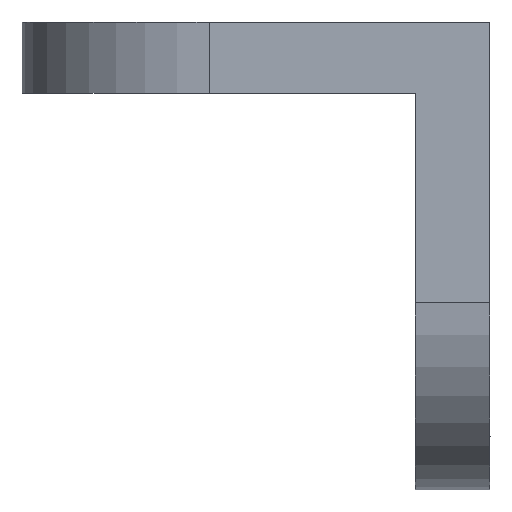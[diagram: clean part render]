
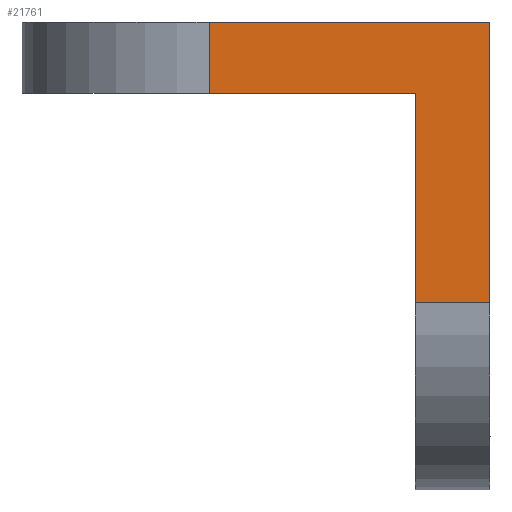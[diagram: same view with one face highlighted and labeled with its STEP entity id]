
A CAD part, left-side view. The second image highlights one B-rep face of the part: STEP entity #21761.
In plain terms, the highlighted planar face has unit normal (-1, 0, 0).
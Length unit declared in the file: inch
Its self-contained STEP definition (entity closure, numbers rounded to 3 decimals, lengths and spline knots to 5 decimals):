
#559 = LINE ( 'NONE', #745, #8740 ) ;
#691 = VERTEX_POINT ( 'NONE', #15991 ) ;
#745 = CARTESIAN_POINT ( 'NONE',  ( -0.5, 0.75, 0.56 ) ) ;
#875 = VECTOR ( 'NONE', #8969, 39.37008 ) ;
#1023 = EDGE_CURVE ( 'NONE', #20075, #16673, #16631, .T. ) ;
#1690 = DIRECTION ( 'NONE',  ( 0., 1., 0. ) ) ;
#2358 = ORIENTED_EDGE ( 'NONE', *, *, #1023, .T. ) ;
#2384 = CARTESIAN_POINT ( 'NONE',  ( -0.5, 0.2, 0. ) ) ;
#2655 = LINE ( 'NONE', #6404, #5518 ) ;
#2762 = ORIENTED_EDGE ( 'NONE', *, *, #19734, .T. ) ;
#3431 = EDGE_CURVE ( 'NONE', #16673, #15316, #2655, .T. ) ;
#4274 = ORIENTED_EDGE ( 'NONE', *, *, #11797, .F. ) ;
#5518 = VECTOR ( 'NONE', #11359, 39.37008 ) ;
#5628 = EDGE_LOOP ( 'NONE', ( #15351, #2358, #19617, #4274, #9860, #2762 ) ) ;
#6404 = CARTESIAN_POINT ( 'NONE',  ( -0.5, -1.25, 0.75 ) ) ;
#8445 = CARTESIAN_POINT ( 'NONE',  ( -0.5, -1.25, 0. ) ) ;
#8740 = VECTOR ( 'NONE', #20665, 39.37008 ) ;
#8940 = CARTESIAN_POINT ( 'NONE',  ( -0.5, 0., 0. ) ) ;
#8969 = DIRECTION ( 'NONE',  ( 0., -1., 0. ) ) ;
#9860 = ORIENTED_EDGE ( 'NONE', *, *, #17921, .T. ) ;
#10278 = CARTESIAN_POINT ( 'NONE',  ( -0.5, 0.75, 0.75 ) ) ;
#11028 = LINE ( 'NONE', #2384, #12042 ) ;
#11227 = VECTOR ( 'NONE', #1690, 39.37008 ) ;
#11359 = DIRECTION ( 'NONE',  ( 0., 1., 0. ) ) ;
#11797 = EDGE_CURVE ( 'NONE', #11985, #15316, #559, .T. ) ;
#11985 = VERTEX_POINT ( 'NONE', #17781 ) ;
#12042 = VECTOR ( 'NONE', #14166, 39.37008 ) ;
#12412 = AXIS2_PLACEMENT_3D ( 'NONE', #16650, #19960, #18440 ) ;
#14166 = DIRECTION ( 'NONE',  ( 0., 0., -1. ) ) ;
#14914 = EDGE_CURVE ( 'NONE', #20075, #691, #20663, .T. ) ;
#15193 = CARTESIAN_POINT ( 'NONE',  ( -0.5, 0.2, 0.56 ) ) ;
#15316 = VERTEX_POINT ( 'NONE', #10278 ) ;
#15351 = ORIENTED_EDGE ( 'NONE', *, *, #14914, .F. ) ;
#15991 = CARTESIAN_POINT ( 'NONE',  ( -0.5, 0.2, 0. ) ) ;
#16585 = PLANE ( 'NONE',  #12412 ) ;
#16631 = LINE ( 'NONE', #8940, #21090 ) ;
#16650 = CARTESIAN_POINT ( 'NONE',  ( -0.5, -1.25, 0. ) ) ;
#16673 = VERTEX_POINT ( 'NONE', #21572 ) ;
#17707 = LINE ( 'NONE', #17724, #875 ) ;
#17724 = CARTESIAN_POINT ( 'NONE',  ( -0.5, 0., 0.56 ) ) ;
#17781 = CARTESIAN_POINT ( 'NONE',  ( -0.5, 0.75, 0.56 ) ) ;
#17921 = EDGE_CURVE ( 'NONE', #11985, #19318, #17707, .T. ) ;
#18440 = DIRECTION ( 'NONE',  ( 0., 0., -1. ) ) ;
#19318 = VERTEX_POINT ( 'NONE', #15193 ) ;
#19617 = ORIENTED_EDGE ( 'NONE', *, *, #3431, .T. ) ;
#19734 = EDGE_CURVE ( 'NONE', #19318, #691, #11028, .T. ) ;
#19960 = DIRECTION ( 'NONE',  ( 1., 0., 0. ) ) ;
#20075 = VERTEX_POINT ( 'NONE', #20883 ) ;
#20155 = FACE_OUTER_BOUND ( 'NONE', #5628, .T. ) ;
#20663 = LINE ( 'NONE', #8445, #11227 ) ;
#20665 = DIRECTION ( 'NONE',  ( 0., 0., 1. ) ) ;
#20883 = CARTESIAN_POINT ( 'NONE',  ( -0.5, 0., 0. ) ) ;
#20947 = DIRECTION ( 'NONE',  ( 0., 0., 1. ) ) ;
#21090 = VECTOR ( 'NONE', #20947, 39.37008 ) ;
#21572 = CARTESIAN_POINT ( 'NONE',  ( -0.5, 0., 0.75 ) ) ;
#21761 = ADVANCED_FACE ( 'NONE', ( #20155 ), #16585, .F. ) ;
